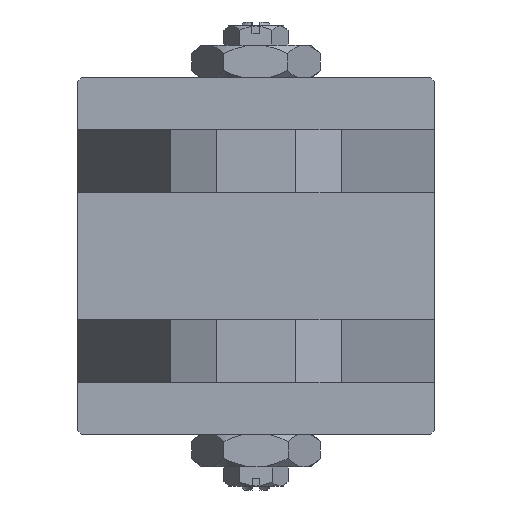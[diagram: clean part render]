
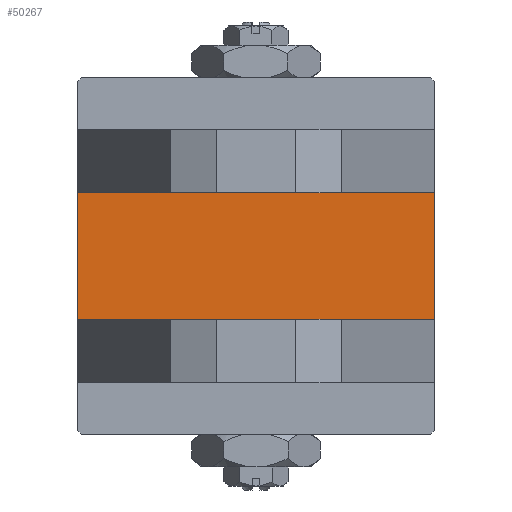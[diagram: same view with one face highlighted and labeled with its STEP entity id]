
A CAD part, left-side view. The second image highlights one B-rep face of the part: STEP entity #50267.
In plain terms, the highlighted planar face has unit normal (-1, 0, 0).
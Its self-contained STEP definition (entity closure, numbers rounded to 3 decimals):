
#4754 = CARTESIAN_POINT ( 'NONE',  ( 0., -8., -22.5 ) ) ;
#6314 = DIRECTION ( 'NONE',  ( 0., -1., 0. ) ) ;
#6342 = VERTEX_POINT ( 'NONE', #25566 ) ;
#7415 = LINE ( 'NONE', #24235, #27317 ) ;
#8865 = CARTESIAN_POINT ( 'NONE',  ( 0., 8., -22.5 ) ) ;
#9522 = CARTESIAN_POINT ( 'NONE',  ( 0., -8., 22.5 ) ) ;
#10852 = EDGE_CURVE ( 'NONE', #6342, #40633, #32300, .T. ) ;
#11261 = PLANE ( 'NONE',  #39755 ) ;
#11494 = VECTOR ( 'NONE', #22471, 1000. ) ;
#15933 = VERTEX_POINT ( 'NONE', #41818 ) ;
#21198 = CARTESIAN_POINT ( 'NONE',  ( 0., 22.5, 22.5 ) ) ;
#22471 = DIRECTION ( 'NONE',  ( 0., 0., -1. ) ) ;
#22877 = ORIENTED_EDGE ( 'NONE', *, *, #24577, .T. ) ;
#24235 = CARTESIAN_POINT ( 'NONE',  ( 0., 22.5, -22.5 ) ) ;
#24492 = ORIENTED_EDGE ( 'NONE', *, *, #47978, .F. ) ;
#24577 = EDGE_CURVE ( 'NONE', #40633, #30444, #7415, .T. ) ;
#24756 = CARTESIAN_POINT ( 'NONE',  ( 0., 0., 0. ) ) ;
#25566 = CARTESIAN_POINT ( 'NONE',  ( 0., 8., 22.5 ) ) ;
#25797 = LINE ( 'NONE', #9522, #11494 ) ;
#27317 = VECTOR ( 'NONE', #6314, 1000. ) ;
#28916 = VECTOR ( 'NONE', #46297, 1000. ) ;
#29175 = DIRECTION ( 'NONE',  ( 0., 0., 1. ) ) ;
#30444 = VERTEX_POINT ( 'NONE', #4754 ) ;
#32300 = LINE ( 'NONE', #48548, #36591 ) ;
#36591 = VECTOR ( 'NONE', #49103, 1000. ) ;
#38312 = LINE ( 'NONE', #21198, #28916 ) ;
#39276 = EDGE_CURVE ( 'NONE', #6342, #15933, #38312, .T. ) ;
#39755 = AXIS2_PLACEMENT_3D ( 'NONE', #24756, #50111, #29175 ) ;
#40633 = VERTEX_POINT ( 'NONE', #8865 ) ;
#41818 = CARTESIAN_POINT ( 'NONE',  ( 0., -8., 22.5 ) ) ;
#45077 = ORIENTED_EDGE ( 'NONE', *, *, #39276, .F. ) ;
#45716 = FACE_OUTER_BOUND ( 'NONE', #53838, .T. ) ;
#46297 = DIRECTION ( 'NONE',  ( 0., -1., 0. ) ) ;
#46699 = ORIENTED_EDGE ( 'NONE', *, *, #10852, .T. ) ;
#47978 = EDGE_CURVE ( 'NONE', #15933, #30444, #25797, .T. ) ;
#48548 = CARTESIAN_POINT ( 'NONE',  ( 0., 8., 22.5 ) ) ;
#49103 = DIRECTION ( 'NONE',  ( 0., 0., -1. ) ) ;
#50111 = DIRECTION ( 'NONE',  ( -1., 0., 0. ) ) ;
#50267 = ADVANCED_FACE ( 'NONE', ( #45716 ), #11261, .T. ) ;
#53838 = EDGE_LOOP ( 'NONE', ( #22877, #24492, #45077, #46699 ) ) ;
